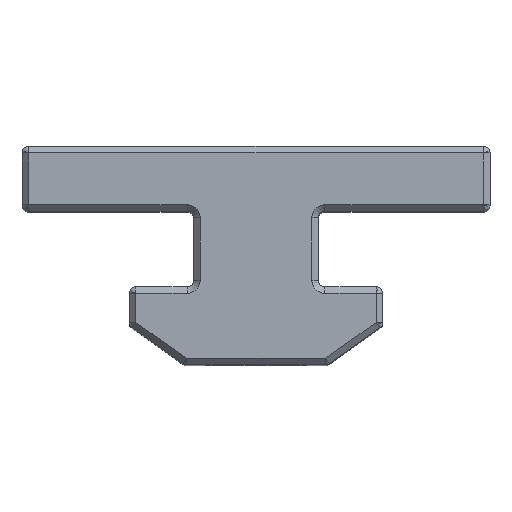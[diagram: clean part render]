
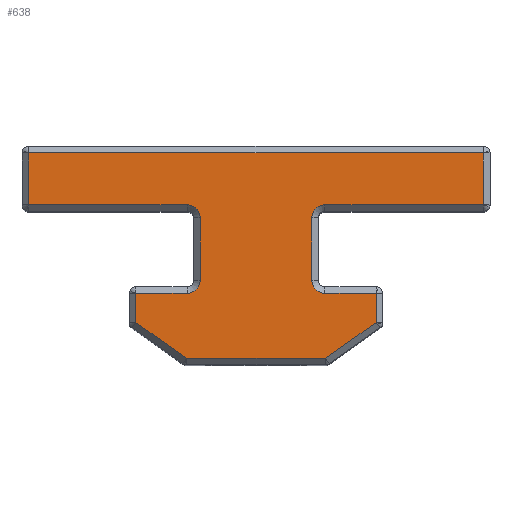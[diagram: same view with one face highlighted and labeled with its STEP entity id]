
A CAD part, top view. The second image highlights one B-rep face of the part: STEP entity #638.
In plain terms, the highlighted planar face has unit normal (0, 0, 1).
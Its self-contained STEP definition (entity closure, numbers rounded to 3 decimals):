
#3 = LINE ( 'NONE', #1519, #383 ) ;
#36 = EDGE_CURVE ( 'NONE', #255, #366, #1577, .T. ) ;
#75 = FACE_OUTER_BOUND ( 'NONE', #1383, .T. ) ;
#80 = EDGE_CURVE ( 'NONE', #2387, #1737, #289, .T. ) ;
#102 = CARTESIAN_POINT ( 'NONE',  ( 5.3, -10.3, 20. ) ) ;
#145 = ORIENTED_EDGE ( 'NONE', *, *, #1940, .T. ) ;
#154 = ORIENTED_EDGE ( 'NONE', *, *, #432, .T. ) ;
#166 = DIRECTION ( 'NONE',  ( 0., 0., -1. ) ) ;
#169 = DIRECTION ( 'NONE',  ( 0.817, 0.577, 0. ) ) ;
#182 = VECTOR ( 'NONE', #169, 1000. ) ;
#211 = CIRCLE ( 'NONE', #887, 1. ) ;
#217 = VERTEX_POINT ( 'NONE', #1430 ) ;
#224 = EDGE_CURVE ( 'NONE', #217, #931, #891, .T. ) ;
#243 = ORIENTED_EDGE ( 'NONE', *, *, #991, .T. ) ;
#248 = VECTOR ( 'NONE', #2350, 1000. ) ;
#249 = ORIENTED_EDGE ( 'NONE', *, *, #2106, .T. ) ;
#254 = CARTESIAN_POINT ( 'NONE',  ( 9.25, -13.541, 20. ) ) ;
#255 = VERTEX_POINT ( 'NONE', #1101 ) ;
#273 = CARTESIAN_POINT ( 'NONE',  ( -9.25, -13.541, 20. ) ) ;
#289 = LINE ( 'NONE', #2382, #1498 ) ;
#332 = DIRECTION ( 'NONE',  ( 0., -1., 0. ) ) ;
#356 = DIRECTION ( 'NONE',  ( 1., 0., 0. ) ) ;
#363 = VERTEX_POINT ( 'NONE', #1882 ) ;
#366 = VERTEX_POINT ( 'NONE', #1686 ) ;
#374 = CARTESIAN_POINT ( 'NONE',  ( 9.25, -11.3, 20. ) ) ;
#382 = VERTEX_POINT ( 'NONE', #1766 ) ;
#383 = VECTOR ( 'NONE', #952, 1000. ) ;
#399 = CARTESIAN_POINT ( 'NONE',  ( 5.3, -5.5, 20. ) ) ;
#402 = VERTEX_POINT ( 'NONE', #808 ) ;
#432 = EDGE_CURVE ( 'NONE', #931, #507, #2304, .T. ) ;
#486 = EDGE_CURVE ( 'NONE', #1410, #1247, #1739, .T. ) ;
#490 = AXIS2_PLACEMENT_3D ( 'NONE', #2098, #166, #356 ) ;
#497 = VECTOR ( 'NONE', #1002, 1000. ) ;
#507 = VERTEX_POINT ( 'NONE', #1193 ) ;
#518 = DIRECTION ( 'NONE',  ( -1., 0., 0. ) ) ;
#580 = ORIENTED_EDGE ( 'NONE', *, *, #721, .T. ) ;
#610 = ORIENTED_EDGE ( 'NONE', *, *, #1925, .T. ) ;
#624 = EDGE_CURVE ( 'NONE', #1669, #973, #2169, .T. ) ;
#638 = ADVANCED_FACE ( 'NONE', ( #75 ), #843, .T. ) ;
#653 = ORIENTED_EDGE ( 'NONE', *, *, #80, .T. ) ;
#699 = ORIENTED_EDGE ( 'NONE', *, *, #725, .T. ) ;
#721 = EDGE_CURVE ( 'NONE', #363, #382, #2241, .T. ) ;
#725 = EDGE_CURVE ( 'NONE', #973, #402, #2261, .T. ) ;
#732 = VECTOR ( 'NONE', #2201, 1000. ) ;
#757 = CARTESIAN_POINT ( 'NONE',  ( 5.3, -11.3, 20. ) ) ;
#791 = DIRECTION ( 'NONE',  ( 0., -1., 0. ) ) ;
#808 = CARTESIAN_POINT ( 'NONE',  ( -5.3, -11.3, 20. ) ) ;
#827 = VECTOR ( 'NONE', #2374, 1000. ) ;
#843 = PLANE ( 'NONE',  #1334 ) ;
#850 = VECTOR ( 'NONE', #2372, 1000. ) ;
#871 = CARTESIAN_POINT ( 'NONE',  ( 17.5, -4.5, 20. ) ) ;
#878 = CARTESIAN_POINT ( 'NONE',  ( -9.25, -11.3, 20. ) ) ;
#887 = AXIS2_PLACEMENT_3D ( 'NONE', #102, #1060, #1273 ) ;
#888 = CARTESIAN_POINT ( 'NONE',  ( 0., 0., 20. ) ) ;
#891 = LINE ( 'NONE', #2244, #732 ) ;
#905 = ORIENTED_EDGE ( 'NONE', *, *, #1606, .T. ) ;
#911 = EDGE_CURVE ( 'NONE', #1247, #1669, #1183, .T. ) ;
#917 = DIRECTION ( 'NONE',  ( -1., 0., 0. ) ) ;
#921 = ORIENTED_EDGE ( 'NONE', *, *, #2323, .T. ) ;
#931 = VERTEX_POINT ( 'NONE', #2126 ) ;
#952 = DIRECTION ( 'NONE',  ( 0.817, -0.577, 0. ) ) ;
#958 = ORIENTED_EDGE ( 'NONE', *, *, #486, .T. ) ;
#973 = VERTEX_POINT ( 'NONE', #1592 ) ;
#991 = EDGE_CURVE ( 'NONE', #382, #217, #211, .T. ) ;
#999 = CARTESIAN_POINT ( 'NONE',  ( -5.3, -5.5, 20. ) ) ;
#1002 = DIRECTION ( 'NONE',  ( 0., 1., 0. ) ) ;
#1049 = AXIS2_PLACEMENT_3D ( 'NONE', #399, #1340, #1578 ) ;
#1051 = AXIS2_PLACEMENT_3D ( 'NONE', #999, #1359, #1371 ) ;
#1060 = DIRECTION ( 'NONE',  ( 0., 0., -1. ) ) ;
#1074 = CARTESIAN_POINT ( 'NONE',  ( -9.25, -11.3, 20. ) ) ;
#1101 = CARTESIAN_POINT ( 'NONE',  ( -5.341, -16.3, 20. ) ) ;
#1143 = CARTESIAN_POINT ( 'NONE',  ( -17.5, -4.5, 20. ) ) ;
#1158 = DIRECTION ( 'NONE',  ( 0., 1., 0. ) ) ;
#1183 = CIRCLE ( 'NONE', #1051, 1. ) ;
#1193 = CARTESIAN_POINT ( 'NONE',  ( 5.3, -4.5, 20. ) ) ;
#1224 = DIRECTION ( 'NONE',  ( -1., 0., 0. ) ) ;
#1247 = VERTEX_POINT ( 'NONE', #1566 ) ;
#1272 = DIRECTION ( 'NONE',  ( 0., 0., 1. ) ) ;
#1273 = DIRECTION ( 'NONE',  ( 1., 0., 0. ) ) ;
#1321 = ORIENTED_EDGE ( 'NONE', *, *, #2478, .T. ) ;
#1323 = ORIENTED_EDGE ( 'NONE', *, *, #36, .T. ) ;
#1334 = AXIS2_PLACEMENT_3D ( 'NONE', #888, #1272, #2431 ) ;
#1340 = DIRECTION ( 'NONE',  ( 0., 0., -1. ) ) ;
#1345 = VECTOR ( 'NONE', #917, 1000. ) ;
#1348 = VECTOR ( 'NONE', #1158, 1000. ) ;
#1359 = DIRECTION ( 'NONE',  ( 0., 0., -1. ) ) ;
#1371 = DIRECTION ( 'NONE',  ( 1., 0., 0. ) ) ;
#1379 = CARTESIAN_POINT ( 'NONE',  ( -5.3, -4.5, 20. ) ) ;
#1383 = EDGE_LOOP ( 'NONE', ( #921, #145, #653, #2235, #958, #2288, #2096, #699, #1321, #610, #905, #1323, #249, #2327, #580, #243, #1596, #154 ) ) ;
#1410 = VERTEX_POINT ( 'NONE', #2166 ) ;
#1419 = LINE ( 'NONE', #1942, #497 ) ;
#1427 = LINE ( 'NONE', #871, #827 ) ;
#1430 = CARTESIAN_POINT ( 'NONE',  ( 4.3, -10.3, 20. ) ) ;
#1473 = LINE ( 'NONE', #1074, #1345 ) ;
#1498 = VECTOR ( 'NONE', #1224, 1000. ) ;
#1512 = VERTEX_POINT ( 'NONE', #273 ) ;
#1519 = CARTESIAN_POINT ( 'NONE',  ( -5.341, -16.3, 20. ) ) ;
#1543 = EDGE_CURVE ( 'NONE', #2370, #363, #2485, .T. ) ;
#1566 = CARTESIAN_POINT ( 'NONE',  ( -5.3, -4.5, 20. ) ) ;
#1577 = LINE ( 'NONE', #2337, #248 ) ;
#1578 = DIRECTION ( 'NONE',  ( 1., 0., 0. ) ) ;
#1580 = VECTOR ( 'NONE', #518, 1000. ) ;
#1585 = CARTESIAN_POINT ( 'NONE',  ( -9.25, -13.541, 20. ) ) ;
#1592 = CARTESIAN_POINT ( 'NONE',  ( -4.3, -10.3, 20. ) ) ;
#1596 = ORIENTED_EDGE ( 'NONE', *, *, #224, .T. ) ;
#1606 = EDGE_CURVE ( 'NONE', #1512, #255, #3, .T. ) ;
#1612 = CARTESIAN_POINT ( 'NONE',  ( -4.3, -10.3, 20. ) ) ;
#1631 = CARTESIAN_POINT ( 'NONE',  ( 17.5, -4.5, 20. ) ) ;
#1664 = VECTOR ( 'NONE', #791, 1000. ) ;
#1669 = VERTEX_POINT ( 'NONE', #2427 ) ;
#1686 = CARTESIAN_POINT ( 'NONE',  ( 5.341, -16.3, 20. ) ) ;
#1737 = VERTEX_POINT ( 'NONE', #2129 ) ;
#1739 = LINE ( 'NONE', #1379, #1900 ) ;
#1759 = LINE ( 'NONE', #2279, #182 ) ;
#1766 = CARTESIAN_POINT ( 'NONE',  ( 5.3, -11.3, 20. ) ) ;
#1792 = CARTESIAN_POINT ( 'NONE',  ( 17.5, -0.5, 20. ) ) ;
#1882 = CARTESIAN_POINT ( 'NONE',  ( 9.25, -11.3, 20. ) ) ;
#1900 = VECTOR ( 'NONE', #2330, 1000. ) ;
#1925 = EDGE_CURVE ( 'NONE', #2487, #1512, #2140, .T. ) ;
#1940 = EDGE_CURVE ( 'NONE', #2070, #2387, #1419, .T. ) ;
#1942 = CARTESIAN_POINT ( 'NONE',  ( 17.5, -0.5, 20. ) ) ;
#2070 = VERTEX_POINT ( 'NONE', #1631 ) ;
#2096 = ORIENTED_EDGE ( 'NONE', *, *, #624, .T. ) ;
#2098 = CARTESIAN_POINT ( 'NONE',  ( -5.3, -10.3, 20. ) ) ;
#2106 = EDGE_CURVE ( 'NONE', #366, #2370, #1759, .T. ) ;
#2126 = CARTESIAN_POINT ( 'NONE',  ( 4.3, -5.5, 20. ) ) ;
#2129 = CARTESIAN_POINT ( 'NONE',  ( -17.5, -0.5, 20. ) ) ;
#2140 = LINE ( 'NONE', #1585, #1664 ) ;
#2166 = CARTESIAN_POINT ( 'NONE',  ( -17.5, -4.5, 20. ) ) ;
#2169 = LINE ( 'NONE', #1612, #850 ) ;
#2201 = DIRECTION ( 'NONE',  ( 0., 1., 0. ) ) ;
#2210 = EDGE_CURVE ( 'NONE', #1737, #1410, #2293, .T. ) ;
#2235 = ORIENTED_EDGE ( 'NONE', *, *, #2210, .T. ) ;
#2241 = LINE ( 'NONE', #757, #1580 ) ;
#2244 = CARTESIAN_POINT ( 'NONE',  ( 4.3, -5.5, 20. ) ) ;
#2261 = CIRCLE ( 'NONE', #490, 1. ) ;
#2279 = CARTESIAN_POINT ( 'NONE',  ( 9.25, -13.541, 20. ) ) ;
#2288 = ORIENTED_EDGE ( 'NONE', *, *, #911, .T. ) ;
#2293 = LINE ( 'NONE', #1143, #2358 ) ;
#2304 = CIRCLE ( 'NONE', #1049, 1. ) ;
#2323 = EDGE_CURVE ( 'NONE', #507, #2070, #1427, .T. ) ;
#2327 = ORIENTED_EDGE ( 'NONE', *, *, #1543, .T. ) ;
#2330 = DIRECTION ( 'NONE',  ( 1., 0., 0. ) ) ;
#2337 = CARTESIAN_POINT ( 'NONE',  ( 5.341, -16.3, 20. ) ) ;
#2350 = DIRECTION ( 'NONE',  ( 1., 0., 0. ) ) ;
#2358 = VECTOR ( 'NONE', #332, 1000. ) ;
#2370 = VERTEX_POINT ( 'NONE', #254 ) ;
#2372 = DIRECTION ( 'NONE',  ( 0., -1., 0. ) ) ;
#2374 = DIRECTION ( 'NONE',  ( 1., 0., 0. ) ) ;
#2382 = CARTESIAN_POINT ( 'NONE',  ( -17.5, -0.5, 20. ) ) ;
#2387 = VERTEX_POINT ( 'NONE', #1792 ) ;
#2427 = CARTESIAN_POINT ( 'NONE',  ( -4.3, -5.5, 20. ) ) ;
#2431 = DIRECTION ( 'NONE',  ( 1., 0., 0. ) ) ;
#2478 = EDGE_CURVE ( 'NONE', #402, #2487, #1473, .T. ) ;
#2485 = LINE ( 'NONE', #374, #1348 ) ;
#2487 = VERTEX_POINT ( 'NONE', #878 ) ;
